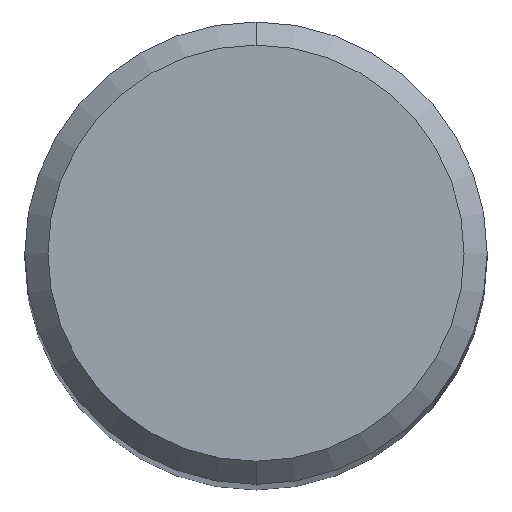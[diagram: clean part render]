
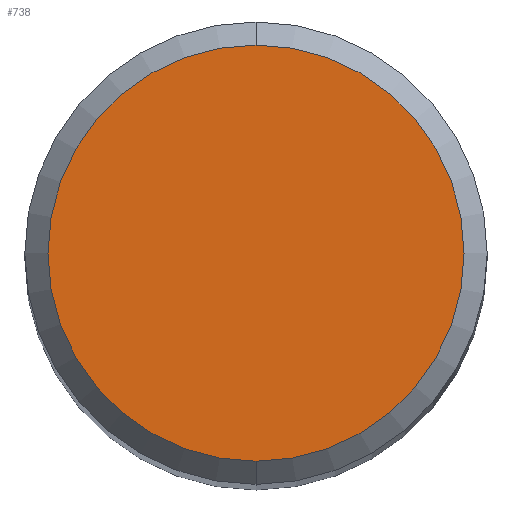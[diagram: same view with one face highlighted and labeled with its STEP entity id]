
A CAD part, top view. The second image highlights one B-rep face of the part: STEP entity #738.
In plain terms, the highlighted planar face has unit normal (0, 0, 1).
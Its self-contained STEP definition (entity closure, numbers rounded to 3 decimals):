
#338=VERTEX_POINT('',#930);
#402=VERTEX_POINT('',#998);
#418=EDGE_CURVE('',#338,#402,#1017,.T.);
#508=EDGE_CURVE('',#402,#338,#1116,.T.);
#738=ADVANCED_FACE('',(#1369),#1370,.T.);
#930=CARTESIAN_POINT('',(0.,-3.6,0.0));
#998=CARTESIAN_POINT('',(0.0,3.6,0.0));
#1017=CIRCLE('',#2656,3.6);
#1116=CIRCLE('',#3849,3.6);
#1369=FACE_OUTER_BOUND('',#6052,.T.);
#1370=PLANE('',#6053);
#2656=AXIS2_PLACEMENT_3D('',#7851,#7852,#7853);
#3849=AXIS2_PLACEMENT_3D('',#7948,#7949,#7950);
#6052=EDGE_LOOP('',(#8256,#8257));
#6053=AXIS2_PLACEMENT_3D('',#8258,#8259,#8260);
#7851=CARTESIAN_POINT('',(0.0,0.0,0.0));
#7852=DIRECTION('',(0.0,0.0,-1.0));
#7853=DIRECTION('',(0.0,1.0,0.0));
#7948=CARTESIAN_POINT('',(0.0,0.0,0.0));
#7949=DIRECTION('',(0.0,0.0,-1.0));
#7950=DIRECTION('',(0.0,1.0,0.0));
#8256=ORIENTED_EDGE('',*,*,#508,.F.);
#8257=ORIENTED_EDGE('',*,*,#418,.F.);
#8258=CARTESIAN_POINT('',(0.0,1.8,0.0));
#8259=DIRECTION('',(-0.0,0.0,1.0));
#8260=DIRECTION('',(0.0,-1.0,0.0));
